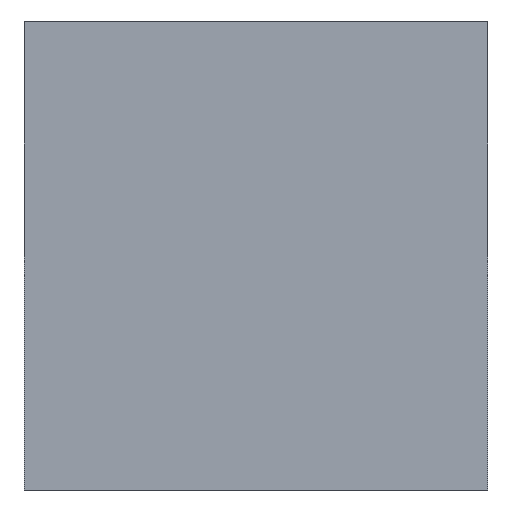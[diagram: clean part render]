
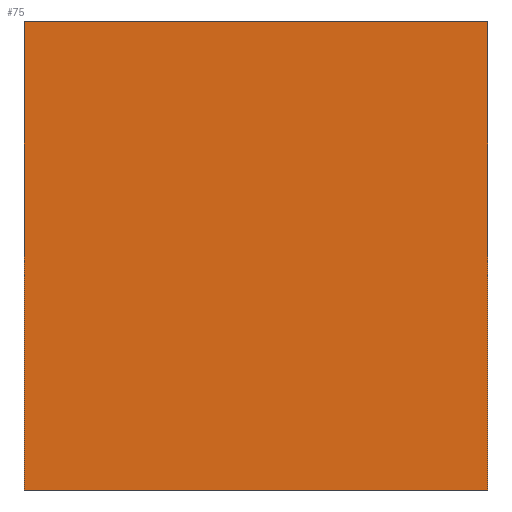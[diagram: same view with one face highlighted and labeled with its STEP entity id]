
A CAD part, left-side view. The second image highlights one B-rep face of the part: STEP entity #75.
In plain terms, the highlighted planar face has unit normal (-1, 0, 0).
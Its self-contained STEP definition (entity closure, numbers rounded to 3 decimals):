
#39 = EDGE_CURVE('',#40,#42,#44,.T.);
#40 = VERTEX_POINT('',#41);
#41 = CARTESIAN_POINT('',(-396.24,-400.304,0.));
#42 = VERTEX_POINT('',#43);
#43 = CARTESIAN_POINT('',(-396.24,-400.304,609.6));
#44 = LINE('',#45,#46);
#45 = CARTESIAN_POINT('',(-396.24,-400.304,0.));
#46 = VECTOR('',#47,1.);
#47 = DIRECTION('',(0.,0.,1.));
#75 = ADVANCED_FACE('',(#76),#101,.F.);
#76 = FACE_BOUND('',#77,.F.);
#77 = EDGE_LOOP('',(#78,#88,#94,#95));
#78 = ORIENTED_EDGE('',*,*,#79,.T.);
#79 = EDGE_CURVE('',#80,#82,#84,.T.);
#80 = VERTEX_POINT('',#81);
#81 = CARTESIAN_POINT('',(-396.24,203.2,0.));
#82 = VERTEX_POINT('',#83);
#83 = CARTESIAN_POINT('',(-396.24,203.2,609.6));
#84 = LINE('',#85,#86);
#85 = CARTESIAN_POINT('',(-396.24,203.2,0.));
#86 = VECTOR('',#87,1.);
#87 = DIRECTION('',(0.,0.,1.));
#88 = ORIENTED_EDGE('',*,*,#89,.T.);
#89 = EDGE_CURVE('',#82,#42,#90,.T.);
#90 = LINE('',#91,#92);
#91 = CARTESIAN_POINT('',(-396.24,203.2,609.6));
#92 = VECTOR('',#93,1.);
#93 = DIRECTION('',(0.,-1.,0.));
#94 = ORIENTED_EDGE('',*,*,#39,.F.);
#95 = ORIENTED_EDGE('',*,*,#96,.F.);
#96 = EDGE_CURVE('',#80,#40,#97,.T.);
#97 = LINE('',#98,#99);
#98 = CARTESIAN_POINT('',(-396.24,203.2,0.));
#99 = VECTOR('',#100,1.);
#100 = DIRECTION('',(0.,-1.,0.));
#101 = PLANE('',#102);
#102 = AXIS2_PLACEMENT_3D('',#103,#104,#105);
#103 = CARTESIAN_POINT('',(-396.24,203.2,0.));
#104 = DIRECTION('',(1.,0.,0.));
#105 = DIRECTION('',(0.,-1.,0.));
